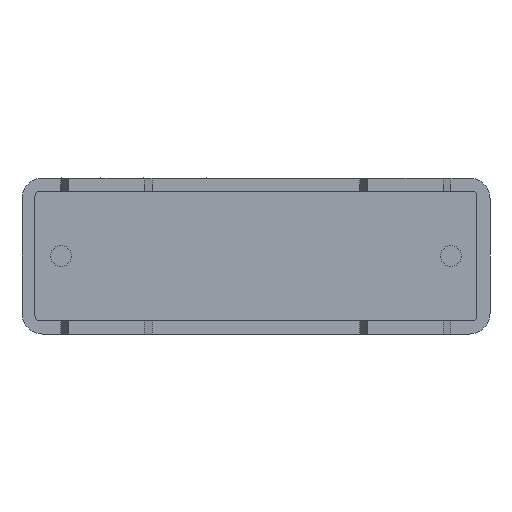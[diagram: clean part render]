
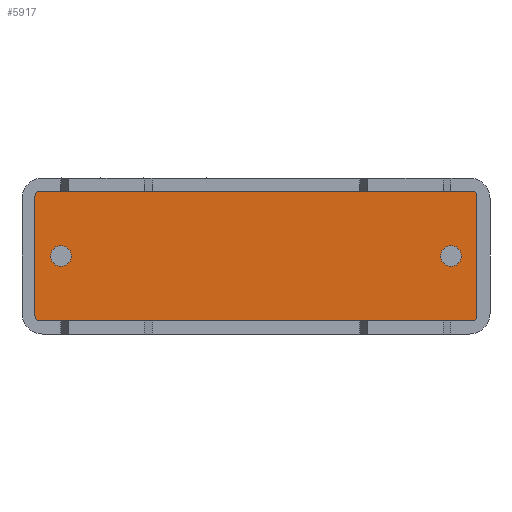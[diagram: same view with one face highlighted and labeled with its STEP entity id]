
A CAD part, front view. The second image highlights one B-rep face of the part: STEP entity #5917.
In plain terms, the highlighted planar face has unit normal (0, -1, 0).
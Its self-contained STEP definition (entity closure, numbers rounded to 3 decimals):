
#40 = EDGE_LOOP ( 'NONE', ( #4770, #13676, #20890, #19223, #22819, #11244, #14060, #2711 ) ) ;
#90 = AXIS2_PLACEMENT_3D ( 'NONE', #4404, #8057, #12018 ) ;
#181 = VECTOR ( 'NONE', #20859, 1000. ) ;
#786 = VERTEX_POINT ( 'NONE', #10204 ) ;
#1086 = DIRECTION ( 'NONE',  ( 0., -1., 0. ) ) ;
#1666 = EDGE_LOOP ( 'NONE', ( #24624, #11732 ) ) ;
#2121 = DIRECTION ( 'NONE',  ( 0., -1., 0. ) ) ;
#2271 = LINE ( 'NONE', #9343, #7778 ) ;
#2383 = AXIS2_PLACEMENT_3D ( 'NONE', #6637, #6865, #14763 ) ;
#2458 = VERTEX_POINT ( 'NONE', #14659 ) ;
#2711 = ORIENTED_EDGE ( 'NONE', *, *, #16320, .T. ) ;
#3175 = EDGE_LOOP ( 'NONE', ( #9669, #15491 ) ) ;
#3604 = DIRECTION ( 'NONE',  ( 0., -1., 0. ) ) ;
#3857 = DIRECTION ( 'NONE',  ( -1., 0., 0. ) ) ;
#3937 = CARTESIAN_POINT ( 'NONE',  ( -8.5, -5.05, -2.3 ) ) ;
#4098 = VERTEX_POINT ( 'NONE', #11917 ) ;
#4147 = AXIS2_PLACEMENT_3D ( 'NONE', #11400, #3604, #21366 ) ;
#4330 = VECTOR ( 'NONE', #3857, 1000. ) ;
#4404 = CARTESIAN_POINT ( 'NONE',  ( 8.3, -5.05, -2.3 ) ) ;
#4421 = VERTEX_POINT ( 'NONE', #8111 ) ;
#4770 = ORIENTED_EDGE ( 'NONE', *, *, #20061, .T. ) ;
#4973 = EDGE_CURVE ( 'NONE', #5808, #13716, #5697, .T. ) ;
#5534 = EDGE_CURVE ( 'NONE', #786, #13725, #5960, .T. ) ;
#5557 = EDGE_CURVE ( 'NONE', #4421, #17337, #10869, .T. ) ;
#5697 = CIRCLE ( 'NONE', #21377, 0.2 ) ;
#5808 = VERTEX_POINT ( 'NONE', #21605 ) ;
#5860 = AXIS2_PLACEMENT_3D ( 'NONE', #23594, #2121, #8005 ) ;
#5917 = ADVANCED_FACE ( 'NONE', ( #10843, #8678, #12073 ), #18263, .T. ) ;
#5960 = CIRCLE ( 'NONE', #17656, 0.4 ) ;
#5994 = AXIS2_PLACEMENT_3D ( 'NONE', #12389, #12299, #10411 ) ;
#6637 = CARTESIAN_POINT ( 'NONE',  ( 0., -5.05, 0. ) ) ;
#6865 = DIRECTION ( 'NONE',  ( 0., -1., 0. ) ) ;
#6941 = CARTESIAN_POINT ( 'NONE',  ( -8.3, -5.05, 2.3 ) ) ;
#7180 = CARTESIAN_POINT ( 'NONE',  ( -8.5, -5.05, -2.5 ) ) ;
#7778 = VECTOR ( 'NONE', #12951, 1000. ) ;
#8005 = DIRECTION ( 'NONE',  ( 0., 0., -1. ) ) ;
#8057 = DIRECTION ( 'NONE',  ( 0., -1., 0. ) ) ;
#8111 = CARTESIAN_POINT ( 'NONE',  ( 7.5, -5.05, 0.4 ) ) ;
#8308 = LINE ( 'NONE', #23266, #4330 ) ;
#8678 = FACE_BOUND ( 'NONE', #1666, .T. ) ;
#9040 = DIRECTION ( 'NONE',  ( 0., -1., 0. ) ) ;
#9343 = CARTESIAN_POINT ( 'NONE',  ( 8.5, -5.05, 2.5 ) ) ;
#9545 = CIRCLE ( 'NONE', #5994, 0.4 ) ;
#9669 = ORIENTED_EDGE ( 'NONE', *, *, #5557, .F. ) ;
#10056 = CARTESIAN_POINT ( 'NONE',  ( -8.3, -5.05, -2.5 ) ) ;
#10204 = CARTESIAN_POINT ( 'NONE',  ( -7.5, -5.05, -0.4 ) ) ;
#10276 = VERTEX_POINT ( 'NONE', #10056 ) ;
#10411 = DIRECTION ( 'NONE',  ( 0., 0., -1. ) ) ;
#10843 = FACE_BOUND ( 'NONE', #3175, .T. ) ;
#10869 = CIRCLE ( 'NONE', #5860, 0.4 ) ;
#11107 = CARTESIAN_POINT ( 'NONE',  ( -8.5, -5.05, 2.5 ) ) ;
#11244 = ORIENTED_EDGE ( 'NONE', *, *, #4973, .T. ) ;
#11360 = VERTEX_POINT ( 'NONE', #22596 ) ;
#11400 = CARTESIAN_POINT ( 'NONE',  ( -8.3, -5.05, -2.3 ) ) ;
#11732 = ORIENTED_EDGE ( 'NONE', *, *, #5534, .F. ) ;
#11843 = EDGE_CURVE ( 'NONE', #24963, #10276, #15213, .T. ) ;
#11917 = CARTESIAN_POINT ( 'NONE',  ( 8.3, -5.05, -2.5 ) ) ;
#12018 = DIRECTION ( 'NONE',  ( 0., 0., -1. ) ) ;
#12073 = FACE_OUTER_BOUND ( 'NONE', #40, .T. ) ;
#12299 = DIRECTION ( 'NONE',  ( 0., -1., 0. ) ) ;
#12389 = CARTESIAN_POINT ( 'NONE',  ( -7.5, -5.05, 0. ) ) ;
#12700 = CIRCLE ( 'NONE', #23636, 0.2 ) ;
#12951 = DIRECTION ( 'NONE',  ( 0., 0., 1. ) ) ;
#13676 = ORIENTED_EDGE ( 'NONE', *, *, #11843, .T. ) ;
#13716 = VERTEX_POINT ( 'NONE', #15004 ) ;
#13725 = VERTEX_POINT ( 'NONE', #17047 ) ;
#14049 = VECTOR ( 'NONE', #16821, 1000. ) ;
#14060 = ORIENTED_EDGE ( 'NONE', *, *, #23455, .T. ) ;
#14659 = CARTESIAN_POINT ( 'NONE',  ( -8.3, -5.05, 2.5 ) ) ;
#14763 = DIRECTION ( 'NONE',  ( 0., 0., -1. ) ) ;
#14949 = AXIS2_PLACEMENT_3D ( 'NONE', #22625, #1086, #22890 ) ;
#15004 = CARTESIAN_POINT ( 'NONE',  ( 8.3, -5.05, 2.5 ) ) ;
#15057 = CIRCLE ( 'NONE', #90, 0.2 ) ;
#15213 = CIRCLE ( 'NONE', #4147, 0.2 ) ;
#15491 = ORIENTED_EDGE ( 'NONE', *, *, #16003, .F. ) ;
#16003 = EDGE_CURVE ( 'NONE', #17337, #4421, #18807, .T. ) ;
#16320 = EDGE_CURVE ( 'NONE', #2458, #20066, #12700, .T. ) ;
#16489 = EDGE_CURVE ( 'NONE', #11360, #5808, #2271, .T. ) ;
#16713 = DIRECTION ( 'NONE',  ( 0., 0., -1. ) ) ;
#16821 = DIRECTION ( 'NONE',  ( 0., 0., -1. ) ) ;
#17015 = DIRECTION ( 'NONE',  ( 0., 0., -1. ) ) ;
#17047 = CARTESIAN_POINT ( 'NONE',  ( -7.5, -5.05, 0.4 ) ) ;
#17337 = VERTEX_POINT ( 'NONE', #20153 ) ;
#17656 = AXIS2_PLACEMENT_3D ( 'NONE', #24108, #9040, #17015 ) ;
#18263 = PLANE ( 'NONE',  #2383 ) ;
#18807 = CIRCLE ( 'NONE', #14949, 0.4 ) ;
#19223 = ORIENTED_EDGE ( 'NONE', *, *, #22678, .T. ) ;
#19846 = DIRECTION ( 'NONE',  ( 0., 0., -1. ) ) ;
#20061 = EDGE_CURVE ( 'NONE', #20066, #24963, #22896, .T. ) ;
#20066 = VERTEX_POINT ( 'NONE', #20899 ) ;
#20153 = CARTESIAN_POINT ( 'NONE',  ( 7.5, -5.05, -0.4 ) ) ;
#20859 = DIRECTION ( 'NONE',  ( 1., 0., 0. ) ) ;
#20890 = ORIENTED_EDGE ( 'NONE', *, *, #21722, .T. ) ;
#20899 = CARTESIAN_POINT ( 'NONE',  ( -8.5, -5.05, 2.3 ) ) ;
#21366 = DIRECTION ( 'NONE',  ( 0., 0., -1. ) ) ;
#21377 = AXIS2_PLACEMENT_3D ( 'NONE', #23940, #22047, #19846 ) ;
#21605 = CARTESIAN_POINT ( 'NONE',  ( 8.5, -5.05, 2.3 ) ) ;
#21722 = EDGE_CURVE ( 'NONE', #10276, #4098, #22503, .T. ) ;
#22047 = DIRECTION ( 'NONE',  ( 0., -1., 0. ) ) ;
#22420 = EDGE_CURVE ( 'NONE', #13725, #786, #9545, .T. ) ;
#22503 = LINE ( 'NONE', #7180, #181 ) ;
#22596 = CARTESIAN_POINT ( 'NONE',  ( 8.5, -5.05, -2.3 ) ) ;
#22625 = CARTESIAN_POINT ( 'NONE',  ( 7.5, -5.05, 0. ) ) ;
#22678 = EDGE_CURVE ( 'NONE', #4098, #11360, #15057, .T. ) ;
#22819 = ORIENTED_EDGE ( 'NONE', *, *, #16489, .T. ) ;
#22890 = DIRECTION ( 'NONE',  ( 0., 0., -1. ) ) ;
#22896 = LINE ( 'NONE', #11107, #14049 ) ;
#23266 = CARTESIAN_POINT ( 'NONE',  ( -8.5, -5.05, 2.5 ) ) ;
#23455 = EDGE_CURVE ( 'NONE', #13716, #2458, #8308, .T. ) ;
#23594 = CARTESIAN_POINT ( 'NONE',  ( 7.5, -5.05, 0. ) ) ;
#23636 = AXIS2_PLACEMENT_3D ( 'NONE', #6941, #24469, #16713 ) ;
#23940 = CARTESIAN_POINT ( 'NONE',  ( 8.3, -5.05, 2.3 ) ) ;
#24108 = CARTESIAN_POINT ( 'NONE',  ( -7.5, -5.05, 0. ) ) ;
#24469 = DIRECTION ( 'NONE',  ( 0., -1., 0. ) ) ;
#24624 = ORIENTED_EDGE ( 'NONE', *, *, #22420, .F. ) ;
#24963 = VERTEX_POINT ( 'NONE', #3937 ) ;
